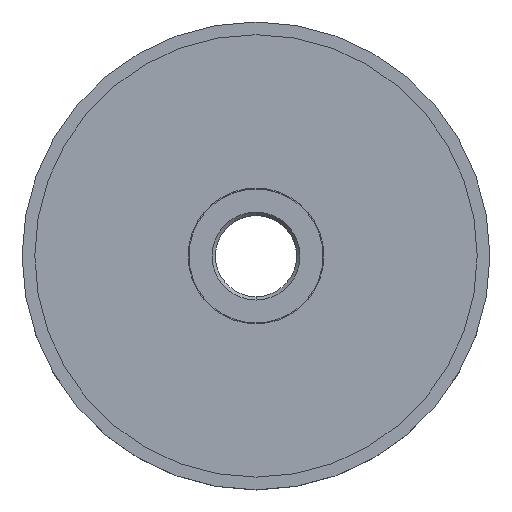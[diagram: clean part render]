
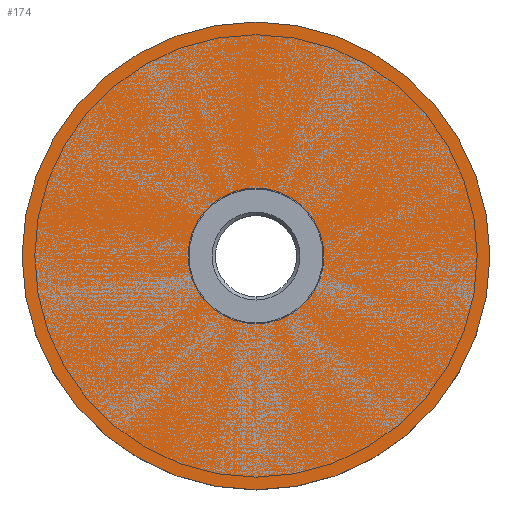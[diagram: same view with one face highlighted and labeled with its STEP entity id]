
A CAD part, top view. The second image highlights one B-rep face of the part: STEP entity #174.
In plain terms, the highlighted planar face has unit normal (0, 0, 1).
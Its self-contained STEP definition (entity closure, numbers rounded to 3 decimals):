
#51=CARTESIAN_POINT('',(0.,0.,40.));
#52=DIRECTION('',(0.,0.,1.));
#53=DIRECTION('',(0.,1.,0.));
#54=AXIS2_PLACEMENT_3D('',#51,#52,#53);
#56=CARTESIAN_POINT('',(0.,0.,40.));
#57=DIRECTION('',(0.,0.,-1.));
#58=DIRECTION('',(0.,1.,0.));
#59=AXIS2_PLACEMENT_3D('',#56,#57,#58);
#61=CARTESIAN_POINT('',(0.,0.,40.));
#62=DIRECTION('',(0.,0.,1.));
#63=DIRECTION('',(0.,1.,0.));
#64=AXIS2_PLACEMENT_3D('',#61,#62,#63);
#66=CARTESIAN_POINT('',(0.,0.,40.));
#67=DIRECTION('',(0.,0.,-1.));
#68=DIRECTION('',(0.,1.,0.));
#69=AXIS2_PLACEMENT_3D('',#66,#67,#68);
#72=CARTESIAN_POINT('',(0.,31.5,40.));
#74=VERTEX_POINT('',#72);
#76=CARTESIAN_POINT('',(0.,-31.5,40.));
#78=VERTEX_POINT('',#76);
#79=CARTESIAN_POINT('',(0.,9.145,40.));
#81=VERTEX_POINT('',#79);
#83=CARTESIAN_POINT('',(0.,-9.145,40.));
#85=VERTEX_POINT('',#83);
#161=CARTESIAN_POINT('',(0.,0.,40.));
#162=DIRECTION('',(0.,0.,-1.));
#163=DIRECTION('',(0.,-1.,0.));
#164=AXIS2_PLACEMENT_3D('',#161,#162,#163);
#165=PLANE('',#164);
#166=ORIENTED_EDGE('',*,*,#94,.F.);
#167=ORIENTED_EDGE('',*,*,#112,.T.);
#168=EDGE_LOOP('',(#166,#167));
#169=FACE_OUTER_BOUND('',#168,.F.);
#170=ORIENTED_EDGE('',*,*,#154,.F.);
#171=ORIENTED_EDGE('',*,*,#143,.T.);
#172=EDGE_LOOP('',(#170,#171));
#173=FACE_BOUND('',#172,.F.);
#174=ADVANCED_FACE('',(#169,#173),#165,.F.);
#55=CIRCLE('',#54,9.145);
#60=CIRCLE('',#59,9.145);
#65=CIRCLE('',#64,31.5);
#70=CIRCLE('',#69,31.5);
#94=EDGE_CURVE('',#74,#78,#65,.T.);
#112=EDGE_CURVE('',#74,#78,#70,.T.);
#143=EDGE_CURVE('',#81,#85,#55,.T.);
#154=EDGE_CURVE('',#81,#85,#60,.T.);
